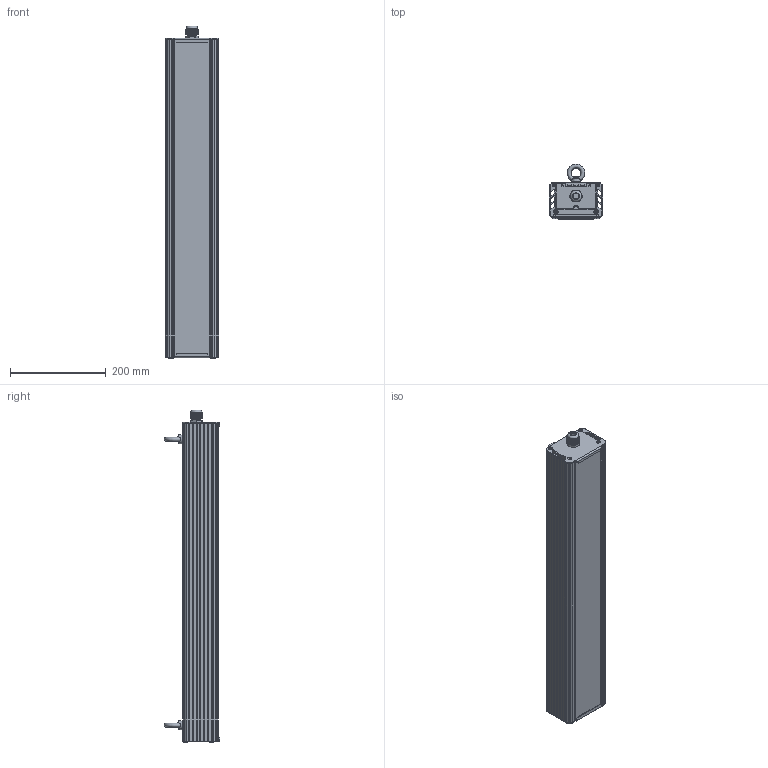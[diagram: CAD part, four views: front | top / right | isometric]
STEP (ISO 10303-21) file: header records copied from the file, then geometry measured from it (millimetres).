
FILE_DESCRIPTION(('STEP AP214'), '1');
FILE_NAME('001.0070.50.000 - ÃÑÏ-Ïðèìà-Îïòèê-90', '2023-09-24T13:54:07', (''), (''), 'C3D Converter', 'C3D Toolkit', '');
FILE_SCHEMA(('AUTOMOTIVE_DESIGN { 1 0 10303 214 3 1 1}'));
Length unit declared in the file: millimetre
Products named in the file (24): 001.0070.50.000; 001.0065.02.000
Assembly tree (52 placements, depth 4):
  001.0070.50.000
    (unnamed)
      (unnamed)
      (unnamed)
      (unnamed)  x4
      (unnamed)
      (unnamed)  x4
      (unnamed)
      (unnamed)
      (unnamed)
      (unnamed)  x9
        (unnamed)
        (unnamed)
        (unnamed)
        (unnamed)
        (unnamed)
        (unnamed)
        (unnamed)
        (unnamed)
        (unnamed)
        (unnamed)
    001.0065.02.000  x2
      (unnamed)
      (unnamed)
Bounding box: 112.19 x 115.4 x 692 mm (x, y, z)
Volume: 1395602.8 mm3; surface area: 1120682.6 mm2
Topology: 333 solids, 333 shells, 4831 faces, 11368 edges, 7663 vertices
Faces by surface type: plane 3324, cylinder 1220, bspline 148, cone 100, sphere 27, torus 12
Full cylindrical faces by diameter (mm): 1 x27, 2 x18, 2.5 x36, 2.8 x225, 3.2 x27, 3.5 x54, 4 x8, 6 x2, 8 x8, 9 x117, 12 x1, 12.5 x1, 18.5 x3, 20 x1, 23.5 x1
Entity records: 93160 total; most frequent: CARTESIAN_POINT 34694, DIRECTION 8276, ORIENTED_EDGE 8266, EDGE_CURVE 4133, AXIS2_PLACEMENT_3D 2921, COLOUR_RGB 2897, PRESENTATION_STYLE_ASSIGNMENT 2897, VERTEX_POINT 2857
